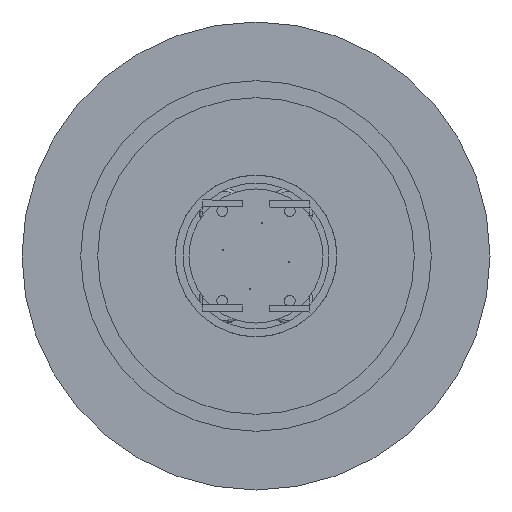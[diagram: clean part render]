
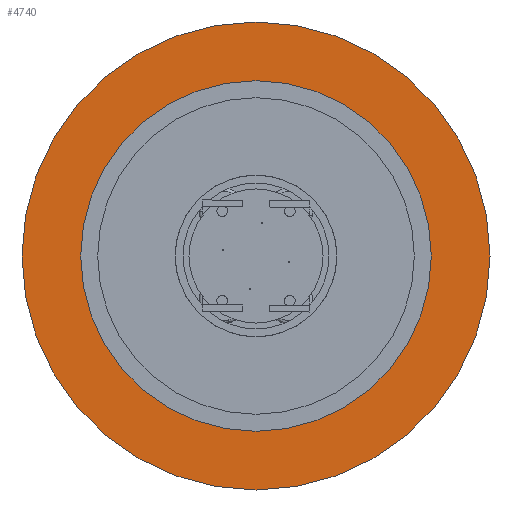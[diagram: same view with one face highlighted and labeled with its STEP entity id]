
A CAD part, left-side view. The second image highlights one B-rep face of the part: STEP entity #4740.
In plain terms, the highlighted planar face has unit normal (-1, 0, 0).
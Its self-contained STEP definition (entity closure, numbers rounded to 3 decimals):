
#275 = FACE_OUTER_BOUND ( 'NONE', #5156, .T. ) ;
#605 = EDGE_CURVE ( 'NONE', #3402, #7183, #4926, .T. ) ;
#1015 = EDGE_CURVE ( 'NONE', #3828, #6641, #3817, .T. ) ;
#1373 = EDGE_CURVE ( 'NONE', #6641, #3828, #6549, .T. ) ;
#1493 = EDGE_CURVE ( 'NONE', #7183, #3402, #7113, .T. ) ;
#1690 = DIRECTION ( 'NONE',  ( 0., 0., 1. ) ) ;
#1959 = CARTESIAN_POINT ( 'NONE',  ( 0., 0., -27.5 ) ) ;
#2111 = AXIS2_PLACEMENT_3D ( 'NONE', #2256, #2225, #1690 ) ;
#2225 = DIRECTION ( 'NONE',  ( -1., 0., 0. ) ) ;
#2256 = CARTESIAN_POINT ( 'NONE',  ( 0., 0., 0. ) ) ;
#2410 = DIRECTION ( 'NONE',  ( -1., 0., 0. ) ) ;
#2871 = AXIS2_PLACEMENT_3D ( 'NONE', #8392, #4237, #9050 ) ;
#3183 = DIRECTION ( 'NONE',  ( 1., 0., 0. ) ) ;
#3402 = VERTEX_POINT ( 'NONE', #5301 ) ;
#3749 = AXIS2_PLACEMENT_3D ( 'NONE', #7380, #3183, #8083 ) ;
#3817 = CIRCLE ( 'NONE', #2111, 27.5 ) ;
#3828 = VERTEX_POINT ( 'NONE', #7335 ) ;
#4237 = DIRECTION ( 'NONE',  ( -1., 0., 0. ) ) ;
#4459 = CARTESIAN_POINT ( 'NONE',  ( 0., 0., 20.6 ) ) ;
#4740 = ADVANCED_FACE ( 'NONE', ( #5770, #275 ), #7409, .F. ) ;
#4926 = CIRCLE ( 'NONE', #8764, 20.6 ) ;
#4973 = CARTESIAN_POINT ( 'NONE',  ( 0., 0., 0. ) ) ;
#4976 = ORIENTED_EDGE ( 'NONE', *, *, #605, .F. ) ;
#5065 = ORIENTED_EDGE ( 'NONE', *, *, #1493, .F. ) ;
#5143 = EDGE_LOOP ( 'NONE', ( #5065, #4976 ) ) ;
#5156 = EDGE_LOOP ( 'NONE', ( #7868, #8741 ) ) ;
#5291 = DIRECTION ( 'NONE',  ( -1., 0., 0. ) ) ;
#5301 = CARTESIAN_POINT ( 'NONE',  ( 0., 0., -20.6 ) ) ;
#5324 = DIRECTION ( 'NONE',  ( 0., 0., 1. ) ) ;
#5770 = FACE_BOUND ( 'NONE', #5143, .T. ) ;
#6549 = CIRCLE ( 'NONE', #7321, 27.5 ) ;
#6641 = VERTEX_POINT ( 'NONE', #1959 ) ;
#6666 = CARTESIAN_POINT ( 'NONE',  ( 0., 0., 0. ) ) ;
#7113 = CIRCLE ( 'NONE', #2871, 20.6 ) ;
#7183 = VERTEX_POINT ( 'NONE', #4459 ) ;
#7321 = AXIS2_PLACEMENT_3D ( 'NONE', #6666, #2410, #7383 ) ;
#7335 = CARTESIAN_POINT ( 'NONE',  ( 0., 0., 27.5 ) ) ;
#7380 = CARTESIAN_POINT ( 'NONE',  ( 0., 0., -27.5 ) ) ;
#7383 = DIRECTION ( 'NONE',  ( 0., 0., 1. ) ) ;
#7409 = PLANE ( 'NONE',  #3749 ) ;
#7868 = ORIENTED_EDGE ( 'NONE', *, *, #1015, .T. ) ;
#8083 = DIRECTION ( 'NONE',  ( 0., 0., -1. ) ) ;
#8392 = CARTESIAN_POINT ( 'NONE',  ( 0., 0., 0. ) ) ;
#8741 = ORIENTED_EDGE ( 'NONE', *, *, #1373, .T. ) ;
#8764 = AXIS2_PLACEMENT_3D ( 'NONE', #4973, #5291, #5324 ) ;
#9050 = DIRECTION ( 'NONE',  ( 0., 0., 1. ) ) ;
